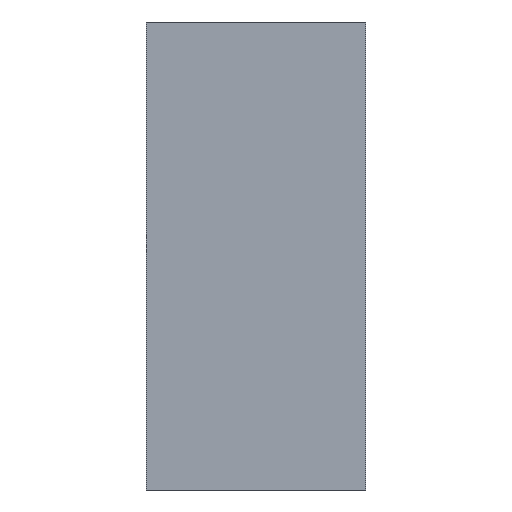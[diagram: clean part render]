
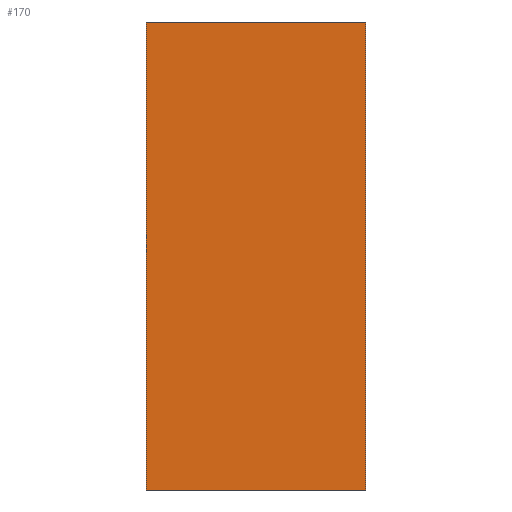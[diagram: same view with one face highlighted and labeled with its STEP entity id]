
A CAD part, front view. The second image highlights one B-rep face of the part: STEP entity #170.
In plain terms, the highlighted planar face has unit normal (0, -1, 0).
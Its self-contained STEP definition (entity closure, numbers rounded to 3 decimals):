
#19=PLANE('',#198);
#29=FACE_OUTER_BOUND('',#39,.T.);
#39=EDGE_LOOP('',(#144,#145,#146,#147));
#53=LINE('',#274,#69);
#56=LINE('',#279,#72);
#58=LINE('',#284,#74);
#59=LINE('',#286,#75);
#69=VECTOR('',#228,10.);
#72=VECTOR('',#233,10.);
#74=VECTOR('',#239,10.);
#75=VECTOR('',#242,10.);
#84=VERTEX_POINT('',#271);
#85=VERTEX_POINT('',#273);
#86=VERTEX_POINT('',#277);
#87=VERTEX_POINT('',#282);
#101=EDGE_CURVE('',#85,#84,#53,.T.);
#104=EDGE_CURVE('',#84,#86,#56,.T.);
#106=EDGE_CURVE('',#86,#87,#58,.T.);
#107=EDGE_CURVE('',#87,#85,#59,.T.);
#144=ORIENTED_EDGE('',*,*,#107,.T.);
#145=ORIENTED_EDGE('',*,*,#101,.T.);
#146=ORIENTED_EDGE('',*,*,#104,.T.);
#147=ORIENTED_EDGE('',*,*,#106,.T.);
#170=ADVANCED_FACE('',(#29),#19,.F.);
#198=AXIS2_PLACEMENT_3D('',#287,#243,#244);
#228=DIRECTION('',(0.,0.,-1.));
#233=DIRECTION('',(1.,0.,0.));
#239=DIRECTION('',(0.,0.,1.));
#242=DIRECTION('',(-1.,0.,0.));
#243=DIRECTION('center_axis',(0.,1.,0.));
#244=DIRECTION('ref_axis',(1.,0.,0.));
#271=CARTESIAN_POINT('',(-0.75,0.,-1.6));
#273=CARTESIAN_POINT('',(-0.75,0.,1.6));
#274=CARTESIAN_POINT('',(-0.75,0.,1.6));
#277=CARTESIAN_POINT('',(0.75,0.,-1.6));
#279=CARTESIAN_POINT('',(-0.75,0.,-1.6));
#282=CARTESIAN_POINT('',(0.75,0.,1.6));
#284=CARTESIAN_POINT('',(0.75,0.,-1.6));
#286=CARTESIAN_POINT('',(0.75,0.,1.6));
#287=CARTESIAN_POINT('Origin',(0.,0.,0.));
